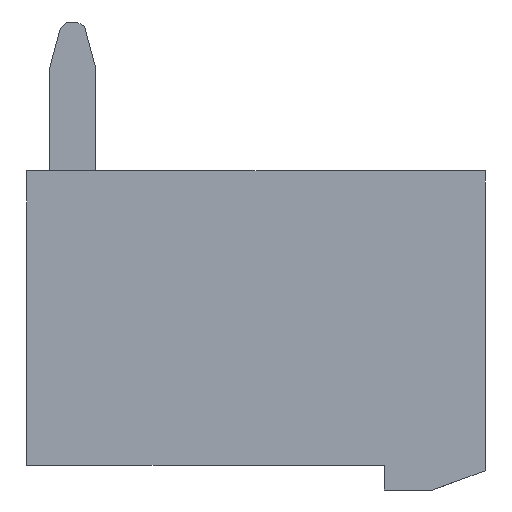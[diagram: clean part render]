
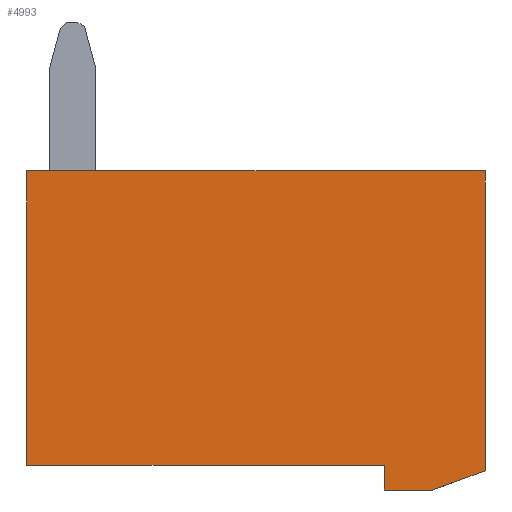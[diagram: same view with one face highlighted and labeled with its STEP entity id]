
A CAD part, front view. The second image highlights one B-rep face of the part: STEP entity #4993.
In plain terms, the highlighted planar face has unit normal (0, -1, 0).
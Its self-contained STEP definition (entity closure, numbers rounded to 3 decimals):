
#61 = CARTESIAN_POINT ( 'NONE',  ( 0., 0., 0. ) ) ;
#247 = DIRECTION ( 'NONE',  ( 0., 0., 1. ) ) ;
#269 = DIRECTION ( 'NONE',  ( 0., 1., 0. ) ) ;
#283 = CARTESIAN_POINT ( 'NONE',  ( 0., 0., 0. ) ) ;
#508 = DIRECTION ( 'NONE',  ( -1., 0., 0. ) ) ;
#565 = CARTESIAN_POINT ( 'NONE',  ( 8.85, 0., -0.54 ) ) ;
#628 = VECTOR ( 'NONE', #3088, 1000. ) ;
#748 = VERTEX_POINT ( 'NONE', #2674 ) ;
#833 = LINE ( 'NONE', #3174, #628 ) ;
#1014 = EDGE_CURVE ( 'NONE', #8128, #5740, #2044, .T. ) ;
#1138 = CARTESIAN_POINT ( 'NONE',  ( 0., 0., 0. ) ) ;
#1976 = ORIENTED_EDGE ( 'NONE', *, *, #7256, .F. ) ;
#2044 = LINE ( 'NONE', #8755, #5689 ) ;
#2308 = VERTEX_POINT ( 'NONE', #61 ) ;
#2396 = VERTEX_POINT ( 'NONE', #3191 ) ;
#2674 = CARTESIAN_POINT ( 'NONE',  ( 7.8, 0., 0. ) ) ;
#2908 = CARTESIAN_POINT ( 'NONE',  ( 10., 0., 6.42 ) ) ;
#3042 = VERTEX_POINT ( 'NONE', #8780 ) ;
#3088 = DIRECTION ( 'NONE',  ( -1., 0., 0. ) ) ;
#3174 = CARTESIAN_POINT ( 'NONE',  ( 7.8, 0., -0.54 ) ) ;
#3191 = CARTESIAN_POINT ( 'NONE',  ( 7.8, 0., -0.54 ) ) ;
#3218 = LINE ( 'NONE', #283, #5242 ) ;
#3256 = VECTOR ( 'NONE', #6624, 1000. ) ;
#3599 = ORIENTED_EDGE ( 'NONE', *, *, #4236, .F. ) ;
#3648 = LINE ( 'NONE', #5454, #4076 ) ;
#3904 = ORIENTED_EDGE ( 'NONE', *, *, #5838, .F. ) ;
#3956 = EDGE_CURVE ( 'NONE', #5289, #2396, #833, .T. ) ;
#4076 = VECTOR ( 'NONE', #4773, 1000. ) ;
#4236 = EDGE_CURVE ( 'NONE', #3042, #5289, #4856, .T. ) ;
#4339 = ORIENTED_EDGE ( 'NONE', *, *, #1014, .F. ) ;
#4403 = CARTESIAN_POINT ( 'NONE',  ( 7.8, 0., 0. ) ) ;
#4729 = VECTOR ( 'NONE', #508, 1000. ) ;
#4773 = DIRECTION ( 'NONE',  ( 0., 0., -1. ) ) ;
#4856 = LINE ( 'NONE', #7895, #3256 ) ;
#4993 = ADVANCED_FACE ( 'NONE', ( #8751 ), #6912, .F. ) ;
#5047 = DIRECTION ( 'NONE',  ( 0., 0., 1. ) ) ;
#5086 = DIRECTION ( 'NONE',  ( 0., 0., 1. ) ) ;
#5133 = LINE ( 'NONE', #4403, #6528 ) ;
#5242 = VECTOR ( 'NONE', #247, 1000. ) ;
#5248 = EDGE_CURVE ( 'NONE', #748, #2308, #8645, .T. ) ;
#5289 = VERTEX_POINT ( 'NONE', #565 ) ;
#5454 = CARTESIAN_POINT ( 'NONE',  ( 10., 0., 6.42 ) ) ;
#5689 = VECTOR ( 'NONE', #8725, 1000. ) ;
#5740 = VERTEX_POINT ( 'NONE', #2908 ) ;
#5838 = EDGE_CURVE ( 'NONE', #2308, #8128, #3218, .T. ) ;
#5852 = ORIENTED_EDGE ( 'NONE', *, *, #5248, .F. ) ;
#5955 = ORIENTED_EDGE ( 'NONE', *, *, #3956, .F. ) ;
#6073 = EDGE_LOOP ( 'NONE', ( #5852, #7358, #5955, #3599, #1976, #4339, #3904 ) ) ;
#6492 = EDGE_CURVE ( 'NONE', #2396, #748, #5133, .T. ) ;
#6528 = VECTOR ( 'NONE', #5086, 1000. ) ;
#6624 = DIRECTION ( 'NONE',  ( -0.939, 0., -0.343 ) ) ;
#6912 = PLANE ( 'NONE',  #8508 ) ;
#7238 = CARTESIAN_POINT ( 'NONE',  ( 0., 0., 6.42 ) ) ;
#7256 = EDGE_CURVE ( 'NONE', #5740, #3042, #3648, .T. ) ;
#7358 = ORIENTED_EDGE ( 'NONE', *, *, #6492, .F. ) ;
#7895 = CARTESIAN_POINT ( 'NONE',  ( 10., 0., -0.12 ) ) ;
#8128 = VERTEX_POINT ( 'NONE', #7238 ) ;
#8431 = CARTESIAN_POINT ( 'NONE',  ( 0., 0., 0. ) ) ;
#8508 = AXIS2_PLACEMENT_3D ( 'NONE', #8431, #269, #5047 ) ;
#8645 = LINE ( 'NONE', #1138, #4729 ) ;
#8725 = DIRECTION ( 'NONE',  ( 1., 0., 0. ) ) ;
#8751 = FACE_OUTER_BOUND ( 'NONE', #6073, .T. ) ;
#8755 = CARTESIAN_POINT ( 'NONE',  ( 0., 0., 6.42 ) ) ;
#8780 = CARTESIAN_POINT ( 'NONE',  ( 10., 0., -0.12 ) ) ;
